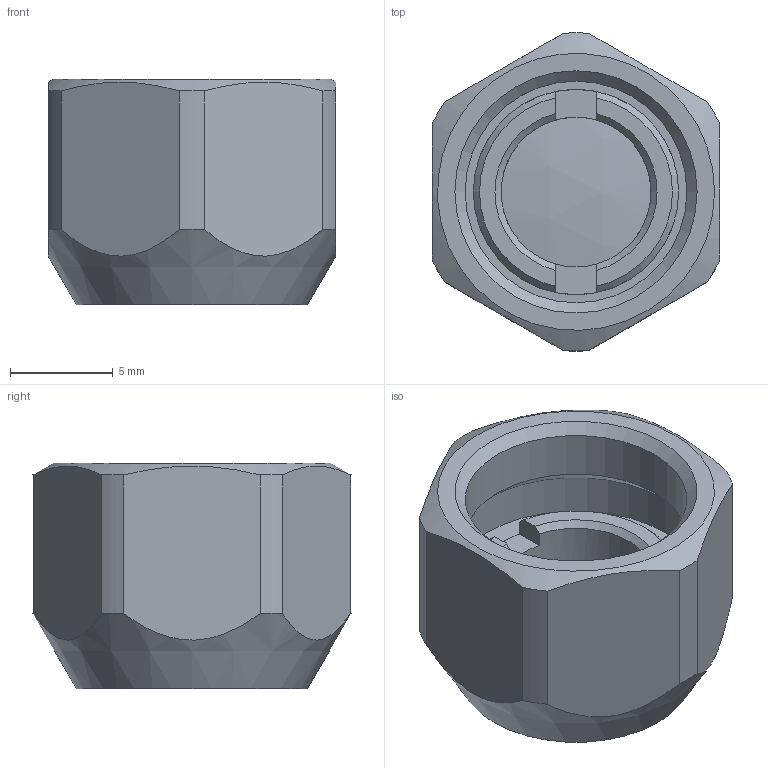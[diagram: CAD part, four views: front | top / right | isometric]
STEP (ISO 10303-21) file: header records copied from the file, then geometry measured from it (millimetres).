
FILE_DESCRIPTION (( 'STEP AP214' ), '1' );
FILE_NAME ('ACCTCF.STEP', '2010-05-06T09:57:01', ( 'ab' ), ( '' ), 'SwSTEP 2.0', 'SolidWorks 2010', '' );
FILE_SCHEMA (( 'AUTOMOTIVE_DESIGN' ));
Length unit declared in the file: millimetre
Products named in the file (4): 1C017 Vorschraubring-CF_M12x1; 1C018 Linsenring_Default; 1C010 SI-Linse_Default; ACCTCF
Assembly tree (3 placements, depth 2):
  ACCTCF
    1C017 Vorschraubring-CF_M12x1
    1C018 Linsenring_Default
    1C010 SI-Linse_Default
Bounding box: 14 x 15.49 x 11 mm (x, y, z)
Volume: 1002.7 mm3; surface area: 1427.7 mm2
Topology: 3 solids, 3 shells, 54 faces, 125 edges, 79 vertices
Faces by surface type: plane 21, cone 16, cylinder 15, torus 1, sphere 1
Full cylindrical faces by diameter (mm): 7.3 x2, 8 x1, 8.1 x1, 9.4 x1, 10 x1, 10.1 x1, 10.8 x1, 12.2 x1
Entity records: 1709 total; most frequent: CARTESIAN_POINT 398, DIRECTION 250, ORIENTED_EDGE 198, AXIS2_PLACEMENT_3D 111, EDGE_CURVE 99, EDGE_LOOP 82, VERTEX_POINT 75, FACE_OUTER_BOUND 64
